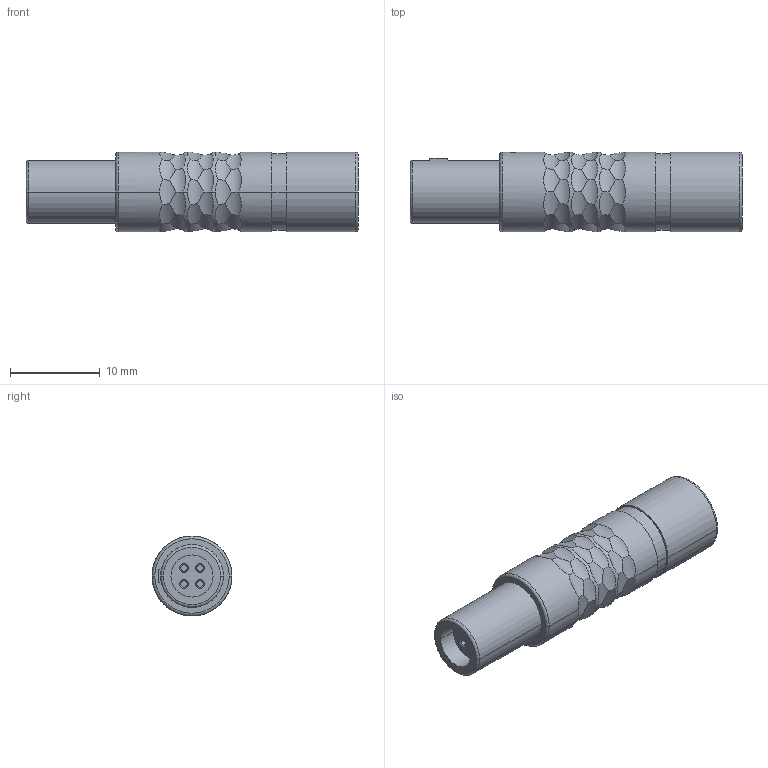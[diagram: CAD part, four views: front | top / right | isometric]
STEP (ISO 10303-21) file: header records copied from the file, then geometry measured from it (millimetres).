
FILE_DESCRIPTION((''),'2;1');
FILE_NAME('S10L0C-P04L','2013-10-31T',('RTrager'),(''),'PRO/ENGINEER BY PARAMETRIC TECHNOLOGY CORPORATION, 2013050','PRO/ENGINEER BY PARAMETRIC TECHNOLOGY CORPORATION, 2013050','');
FILE_SCHEMA(('CONFIG_CONTROL_DESIGN'));
Length unit declared in the file: millimetre
Products named in the file (1): S10L0C-P04L
Bounding box: 37 x 8.9 x 8.9 mm (x, y, z)
Volume: 1625.1 mm3; surface area: 1527.2 mm2
Topology: 1 solids, 1 shells, 168 faces, 429 edges, 278 vertices
Faces by surface type: cylinder 116, plane 29, torus 10, cone 8, bspline 5
Entity records: 7074 total; most frequent: CARTESIAN_POINT 3286, ORIENTED_EDGE 858, DIRECTION 665, EDGE_CURVE 429, AXIS2_PLACEMENT_3D 284, VERTEX_POINT 278, B_SPLINE_CURVE_WITH_KNOTS 211, EDGE_LOOP 183
